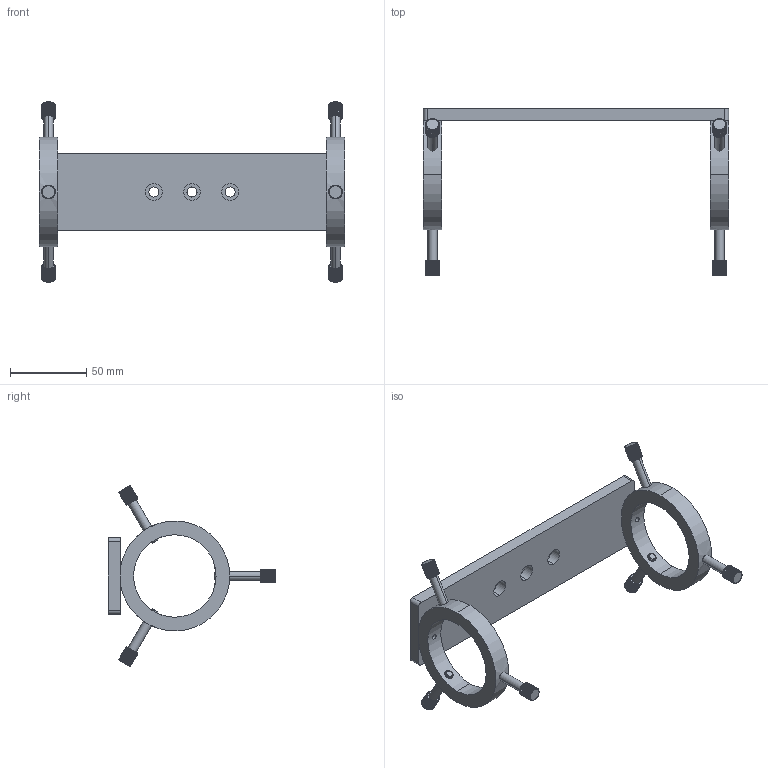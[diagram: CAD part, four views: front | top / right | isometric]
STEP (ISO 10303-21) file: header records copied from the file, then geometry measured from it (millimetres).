
FILE_DESCRIPTION (( 'STEP AP203' ), '1' );
FILE_NAME ('04LMC-2M.STEP', '2016-12-20T06:41:11', ( '' ), ( '' ), 'SwSTEP 2.0', 'SolidWorks 2016', '' );
FILE_SCHEMA (( 'CONFIG_CONTROL_DESIGN' ));
Length unit declared in the file: millimetre
Products named in the file (1): 04LMC-2M
Bounding box: 200 x 109.5 x 118.32 mm (x, y, z)
Volume: 127315.8 mm3; surface area: 49083.1 mm2
Topology: 9 solids, 9 shells, 943 faces, 2730 edges, 1816 vertices
Faces by surface type: plane 575, cylinder 332, cone 36
Entity records: 33049 total; most frequent: CARTESIAN_POINT 9662, ORIENTED_EDGE 5460, DIRECTION 4158, EDGE_CURVE 2730, VERTEX_POINT 1816, AXIS2_PLACEMENT_3D 1616, B_SPLINE_CURVE_WITH_KNOTS 1132, EDGE_LOOP 984
